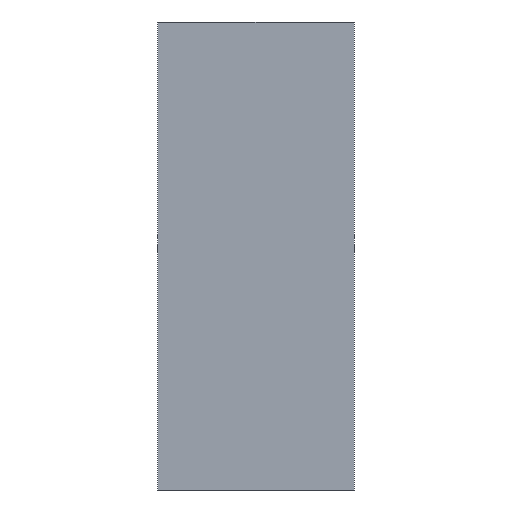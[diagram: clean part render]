
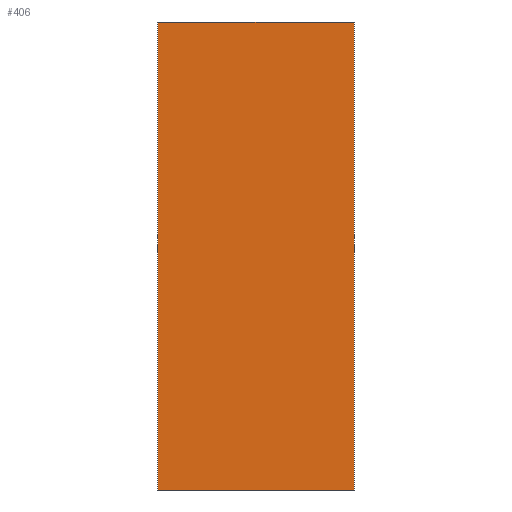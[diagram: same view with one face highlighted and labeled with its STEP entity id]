
A CAD part, left-side view. The second image highlights one B-rep face of the part: STEP entity #406.
In plain terms, the highlighted planar face has unit normal (-1, 0, 0).
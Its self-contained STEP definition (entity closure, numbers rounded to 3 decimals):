
#8 = LINE ( 'NONE', #193, #672 ) ;
#34 = CARTESIAN_POINT ( 'NONE',  ( -1.525, 0.65, -0.775 ) ) ;
#55 = CARTESIAN_POINT ( 'NONE',  ( -1.525, 0., 0.775 ) ) ;
#110 = CARTESIAN_POINT ( 'NONE',  ( -1.525, 0.65, 0.775 ) ) ;
#129 = VECTOR ( 'NONE', #1040, 1000. ) ;
#191 = EDGE_LOOP ( 'NONE', ( #853, #324, #768, #465 ) ) ;
#193 = CARTESIAN_POINT ( 'NONE',  ( -1.525, 0., -0.775 ) ) ;
#202 = CARTESIAN_POINT ( 'NONE',  ( -1.525, 0., -0.775 ) ) ;
#217 = LINE ( 'NONE', #539, #129 ) ;
#293 = EDGE_CURVE ( 'NONE', #860, #452, #8, .T. ) ;
#324 = ORIENTED_EDGE ( 'NONE', *, *, #1015, .F. ) ;
#353 = FACE_OUTER_BOUND ( 'NONE', #191, .T. ) ;
#365 = DIRECTION ( 'NONE',  ( 1., 0., 0. ) ) ;
#396 = EDGE_CURVE ( 'NONE', #681, #860, #600, .T. ) ;
#406 = ADVANCED_FACE ( 'NONE', ( #353 ), #456, .F. ) ;
#452 = VERTEX_POINT ( 'NONE', #202 ) ;
#456 = PLANE ( 'NONE',  #526 ) ;
#465 = ORIENTED_EDGE ( 'NONE', *, *, #396, .T. ) ;
#526 = AXIS2_PLACEMENT_3D ( 'NONE', #844, #365, #924 ) ;
#539 = CARTESIAN_POINT ( 'NONE',  ( -1.525, 0., 0.775 ) ) ;
#600 = LINE ( 'NONE', #110, #1051 ) ;
#671 = LINE ( 'NONE', #694, #890 ) ;
#672 = VECTOR ( 'NONE', #828, 1000. ) ;
#681 = VERTEX_POINT ( 'NONE', #821 ) ;
#694 = CARTESIAN_POINT ( 'NONE',  ( -1.525, 0., 0.775 ) ) ;
#768 = ORIENTED_EDGE ( 'NONE', *, *, #865, .F. ) ;
#774 = DIRECTION ( 'NONE',  ( 0., -1., 0. ) ) ;
#821 = CARTESIAN_POINT ( 'NONE',  ( -1.525, 0.65, 0.775 ) ) ;
#828 = DIRECTION ( 'NONE',  ( 0., -1., 0. ) ) ;
#838 = DIRECTION ( 'NONE',  ( 0., 0., -1. ) ) ;
#844 = CARTESIAN_POINT ( 'NONE',  ( -1.525, 0., 0.775 ) ) ;
#853 = ORIENTED_EDGE ( 'NONE', *, *, #293, .T. ) ;
#860 = VERTEX_POINT ( 'NONE', #34 ) ;
#865 = EDGE_CURVE ( 'NONE', #681, #885, #671, .T. ) ;
#885 = VERTEX_POINT ( 'NONE', #55 ) ;
#890 = VECTOR ( 'NONE', #774, 1000. ) ;
#924 = DIRECTION ( 'NONE',  ( 0., 0., -1. ) ) ;
#1015 = EDGE_CURVE ( 'NONE', #885, #452, #217, .T. ) ;
#1040 = DIRECTION ( 'NONE',  ( 0., 0., -1. ) ) ;
#1051 = VECTOR ( 'NONE', #838, 1000. ) ;
